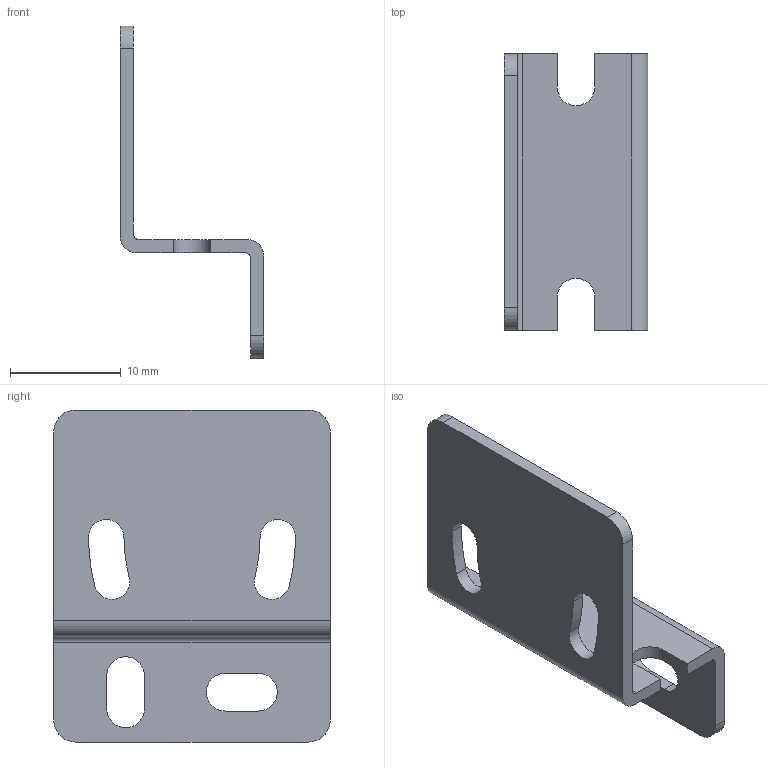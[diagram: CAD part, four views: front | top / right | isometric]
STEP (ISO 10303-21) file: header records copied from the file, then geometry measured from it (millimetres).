
FILE_DESCRIPTION((''),'2;1');
FILE_NAME('DM_CAD-2280','2016-04-14T',('creinig-se'),(''),'PRO/ENGINEER BY PARAMETRIC TECHNOLOGY CORPORATION, 2015440','PRO/ENGINEER BY PARAMETRIC TECHNOLOGY CORPORATION, 2015440','');
FILE_SCHEMA(('CONFIG_CONTROL_DESIGN'));
Length unit declared in the file: millimetre
Products named in the file (1): DM_CAD-2280
Bounding box: 13 x 25 x 30 mm (x, y, z)
Volume: 1096.3 mm3; surface area: 2077.2 mm2
Topology: 1 solids, 1 shells, 42 faces, 132 edges, 92 vertices
Faces by surface type: cylinder 22, plane 20
Entity records: 2007 total; most frequent: DIRECTION 272, CARTESIAN_POINT 266, ORIENTED_EDGE 264, PRESENTATION_STYLE_ASSIGNMENT 133, STYLED_ITEM 133, CURVE_STYLE 132, EDGE_CURVE 132, AXIS2_PLACEMENT_3D 98
